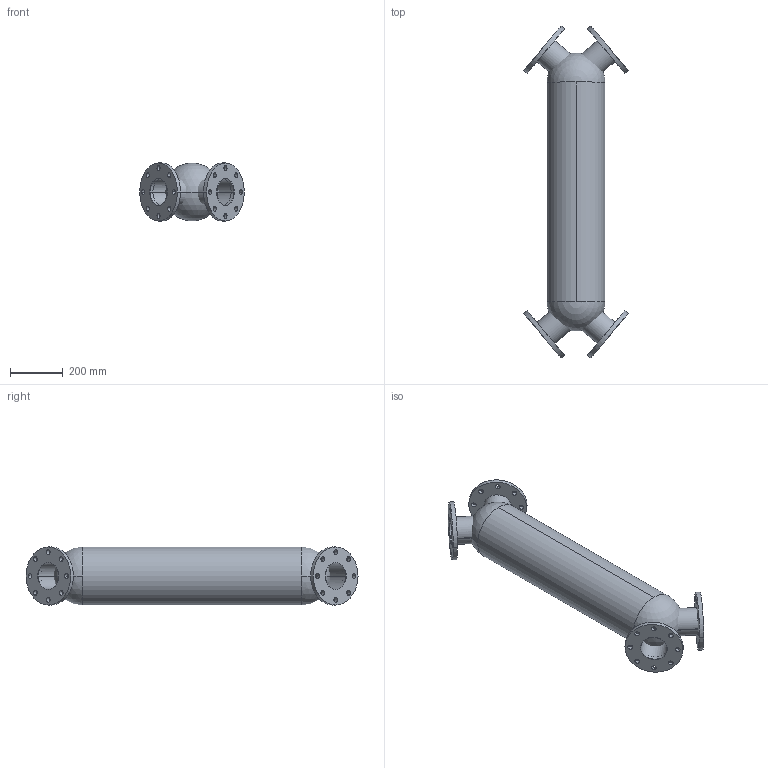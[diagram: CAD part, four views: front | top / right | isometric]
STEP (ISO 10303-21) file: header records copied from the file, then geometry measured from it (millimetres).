
FILE_DESCRIPTION (( 'STEP AP214' ), '1' );
FILE_NAME ('JAD.STEP', '2015-12-01T15:07:16', ( 'AAR' ), ( '' ), 'SwSTEP 2.0', 'SolidWorks 2015', '' );
FILE_SCHEMA (( 'AUTOMOTIVE_DESIGN' ));
Length unit declared in the file: millimetre
Products named in the file (1): JAD
Bounding box: 394.41 x 1254.53 x 220 mm (x, y, z)
Volume: 39229915.1 mm3; surface area: 1715358.3 mm2
Topology: 11 solids, 11 shells, 131 faces, 338 edges, 224 vertices
Faces by surface type: cylinder 110, plane 17, sphere 4
Entity records: 4916 total; most frequent: CARTESIAN_POINT 1322, DIRECTION 764, ORIENTED_EDGE 668, EDGE_CURVE 334, AXIS2_PLACEMENT_3D 328, VERTEX_POINT 224, EDGE_LOOP 214, CIRCLE 196
